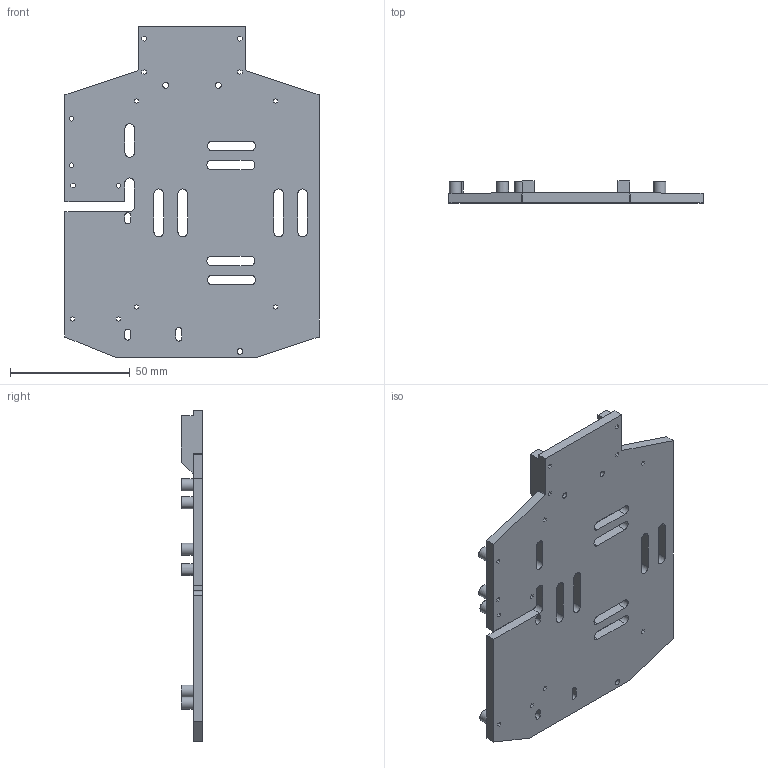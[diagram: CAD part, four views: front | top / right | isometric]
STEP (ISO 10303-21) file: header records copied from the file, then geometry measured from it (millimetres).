
FILE_DESCRIPTION(/* description */ (''),/* implementation_level */ '2;1');
FILE_NAME(/* name */ 'jetracer_latrax_base_board.step',/* time_stamp */ '2019-10-07T15:47:53-07:00',/* author */ (''),/* organization */ (''),/* preprocessor_version */ 'ST-DEVELOPER v18',/* originating_system */ 'Autodesk Translation Framework v8.6.0.1094',/* authorisation */ '');
FILE_SCHEMA (('AUTOMOTIVE_DESIGN { 1 0 10303 214 3 1 1 }'));
Length unit declared in the file: millimetre
Products named in the file (1): Latrax-Rally_v3
Bounding box: 106 x 9 x 138 mm (x, y, z)
Volume: 50198.4 mm3; surface area: 30307.4 mm2
Topology: 1 solids, 1 shells, 282 faces, 786 edges, 524 vertices
Faces by surface type: plane 160, bspline 80, cylinder 42
Full cylindrical faces by diameter (mm): 2.4 x3, 5 x10
Entity records: 10043 total; most frequent: CARTESIAN_POINT 3113, ORIENTED_EDGE 1572, DIRECTION 1116, EDGE_CURVE 786, LINE 542, VECTOR 542, VERTEX_POINT 524, EDGE_LOOP 358
